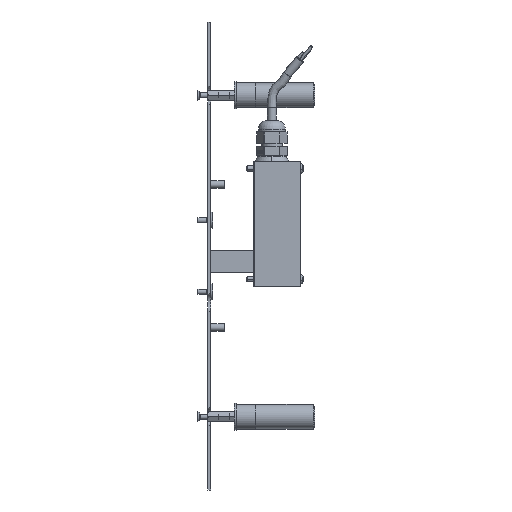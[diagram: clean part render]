
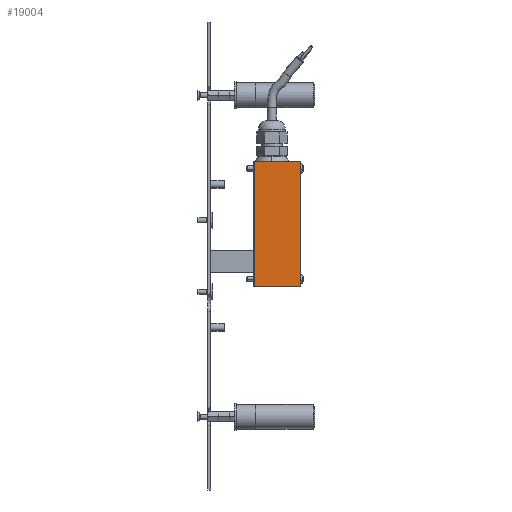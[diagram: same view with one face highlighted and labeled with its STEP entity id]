
A CAD part, left-side view. The second image highlights one B-rep face of the part: STEP entity #19004.
In plain terms, the highlighted planar face has unit normal (-1, 0, 0).
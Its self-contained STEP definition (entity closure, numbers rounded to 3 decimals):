
#56 = CARTESIAN_POINT ( 'NONE',  ( -24., 26., 35. ) ) ;
#559 = VECTOR ( 'NONE', #18826, 1000. ) ;
#1062 = VERTEX_POINT ( 'NONE', #9678 ) ;
#1319 = CARTESIAN_POINT ( 'NONE',  ( -24., 0., -35. ) ) ;
#2253 = VERTEX_POINT ( 'NONE', #14952 ) ;
#2514 = EDGE_CURVE ( 'NONE', #1062, #14772, #13736, .T. ) ;
#2670 = FACE_OUTER_BOUND ( 'NONE', #17214, .T. ) ;
#2754 = DIRECTION ( 'NONE',  ( 1., 0., 0. ) ) ;
#4168 = VERTEX_POINT ( 'NONE', #18632 ) ;
#6322 = VECTOR ( 'NONE', #10932, 1000. ) ;
#7095 = VECTOR ( 'NONE', #16359, 1000. ) ;
#7424 = EDGE_CURVE ( 'NONE', #1062, #2253, #14602, .T. ) ;
#7436 = AXIS2_PLACEMENT_3D ( 'NONE', #18841, #2754, #9882 ) ;
#8410 = EDGE_CURVE ( 'NONE', #14772, #4168, #14035, .T. ) ;
#9356 = CARTESIAN_POINT ( 'NONE',  ( -24., 0., 35. ) ) ;
#9424 = ORIENTED_EDGE ( 'NONE', *, *, #7424, .F. ) ;
#9678 = CARTESIAN_POINT ( 'NONE',  ( -24., 26., -35. ) ) ;
#9834 = ORIENTED_EDGE ( 'NONE', *, *, #12548, .F. ) ;
#9868 = LINE ( 'NONE', #11553, #559 ) ;
#9882 = DIRECTION ( 'NONE',  ( 0., 0., -1. ) ) ;
#9923 = ORIENTED_EDGE ( 'NONE', *, *, #2514, .T. ) ;
#10413 = CARTESIAN_POINT ( 'NONE',  ( -24., 26., -35. ) ) ;
#10932 = DIRECTION ( 'NONE',  ( 0., 0., 1. ) ) ;
#11553 = CARTESIAN_POINT ( 'NONE',  ( -24., 26., 35. ) ) ;
#12548 = EDGE_CURVE ( 'NONE', #2253, #4168, #9868, .T. ) ;
#12808 = ORIENTED_EDGE ( 'NONE', *, *, #8410, .T. ) ;
#13134 = DIRECTION ( 'NONE',  ( 0., 0., 1. ) ) ;
#13736 = LINE ( 'NONE', #10413, #7095 ) ;
#14035 = LINE ( 'NONE', #9356, #6322 ) ;
#14602 = LINE ( 'NONE', #56, #18983 ) ;
#14772 = VERTEX_POINT ( 'NONE', #1319 ) ;
#14952 = CARTESIAN_POINT ( 'NONE',  ( -24., 26., 35. ) ) ;
#16359 = DIRECTION ( 'NONE',  ( 0., -1., 0. ) ) ;
#17195 = PLANE ( 'NONE',  #7436 ) ;
#17214 = EDGE_LOOP ( 'NONE', ( #12808, #9834, #9424, #9923 ) ) ;
#18632 = CARTESIAN_POINT ( 'NONE',  ( -24., 0., 35. ) ) ;
#18826 = DIRECTION ( 'NONE',  ( 0., -1., 0. ) ) ;
#18841 = CARTESIAN_POINT ( 'NONE',  ( -24., 26., 35. ) ) ;
#18983 = VECTOR ( 'NONE', #13134, 1000. ) ;
#19004 = ADVANCED_FACE ( 'NONE', ( #2670 ), #17195, .F. ) ;
